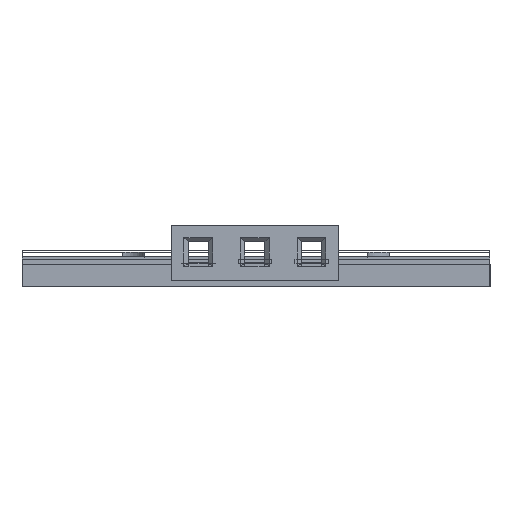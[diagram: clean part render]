
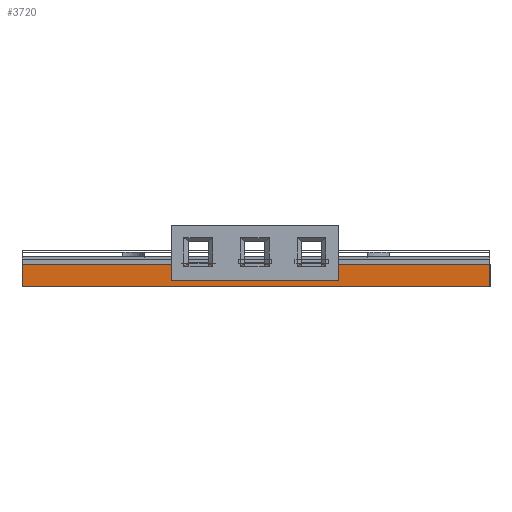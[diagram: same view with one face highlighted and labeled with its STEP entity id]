
A CAD part, left-side view. The second image highlights one B-rep face of the part: STEP entity #3720.
In plain terms, the highlighted planar face has unit normal (-1, 0, 0).
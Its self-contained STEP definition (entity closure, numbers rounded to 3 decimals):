
#101 = VECTOR ( 'NONE', #2759, 1000. ) ;
#670 = CARTESIAN_POINT ( 'NONE',  ( 40., 15.5, -1.36 ) ) ;
#798 = CARTESIAN_POINT ( 'NONE',  ( 40., 15.5, -1.36 ) ) ;
#931 = AXIS2_PLACEMENT_3D ( 'NONE', #798, #3375, #1176 ) ;
#1111 = ORIENTED_EDGE ( 'NONE', *, *, #3490, .T. ) ;
#1145 = CARTESIAN_POINT ( 'NONE',  ( 40., 15.5, -0.36 ) ) ;
#1152 = VECTOR ( 'NONE', #2094, 1000. ) ;
#1176 = DIRECTION ( 'NONE',  ( 0., -1., 0. ) ) ;
#1196 = EDGE_CURVE ( 'NONE', #3106, #2200, #2111, .T. ) ;
#1197 = CARTESIAN_POINT ( 'NONE',  ( 40., -5.5, -1.36 ) ) ;
#1399 = EDGE_CURVE ( 'NONE', #2200, #1781, #3159, .T. ) ;
#1532 = DIRECTION ( 'NONE',  ( 0., -1., 0. ) ) ;
#1536 = FACE_OUTER_BOUND ( 'NONE', #3009, .T. ) ;
#1587 = DIRECTION ( 'NONE',  ( 0., 0., 1. ) ) ;
#1684 = VECTOR ( 'NONE', #1587, 1000. ) ;
#1781 = VERTEX_POINT ( 'NONE', #3306 ) ;
#2094 = DIRECTION ( 'NONE',  ( 0., 0., 1. ) ) ;
#2111 = LINE ( 'NONE', #3172, #1152 ) ;
#2150 = ORIENTED_EDGE ( 'NONE', *, *, #3792, .T. ) ;
#2200 = VERTEX_POINT ( 'NONE', #2590 ) ;
#2590 = CARTESIAN_POINT ( 'NONE',  ( 40., 15.5, -0.36 ) ) ;
#2759 = DIRECTION ( 'NONE',  ( 0., -1., 0. ) ) ;
#2772 = LINE ( 'NONE', #1197, #1684 ) ;
#3001 = LINE ( 'NONE', #4589, #101 ) ;
#3009 = EDGE_LOOP ( 'NONE', ( #4007, #4142, #1111, #2150 ) ) ;
#3055 = VECTOR ( 'NONE', #1532, 1000. ) ;
#3106 = VERTEX_POINT ( 'NONE', #670 ) ;
#3145 = VERTEX_POINT ( 'NONE', #4014 ) ;
#3159 = LINE ( 'NONE', #1145, #3055 ) ;
#3172 = CARTESIAN_POINT ( 'NONE',  ( 40., 15.5, -1.36 ) ) ;
#3306 = CARTESIAN_POINT ( 'NONE',  ( 40., -5.5, -0.36 ) ) ;
#3375 = DIRECTION ( 'NONE',  ( -1., 0., 0. ) ) ;
#3490 = EDGE_CURVE ( 'NONE', #3106, #3145, #3001, .T. ) ;
#3716 = PLANE ( 'NONE',  #931 ) ;
#3720 = ADVANCED_FACE ( 'NONE', ( #1536 ), #3716, .T. ) ;
#3792 = EDGE_CURVE ( 'NONE', #3145, #1781, #2772, .T. ) ;
#4007 = ORIENTED_EDGE ( 'NONE', *, *, #1399, .F. ) ;
#4014 = CARTESIAN_POINT ( 'NONE',  ( 40., -5.5, -1.36 ) ) ;
#4142 = ORIENTED_EDGE ( 'NONE', *, *, #1196, .F. ) ;
#4589 = CARTESIAN_POINT ( 'NONE',  ( 40., 15.5, -1.36 ) ) ;
